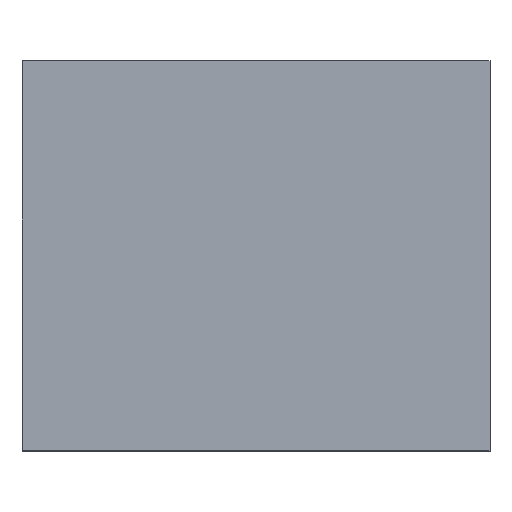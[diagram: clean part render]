
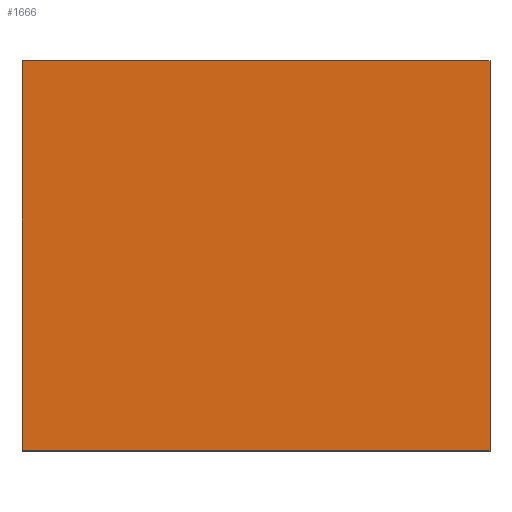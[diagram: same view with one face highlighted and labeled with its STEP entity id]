
A CAD part, top view. The second image highlights one B-rep face of the part: STEP entity #1666.
In plain terms, the highlighted planar face has unit normal (0, 0, 1).
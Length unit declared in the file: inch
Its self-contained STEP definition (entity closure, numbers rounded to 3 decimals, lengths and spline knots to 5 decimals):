
#1 = VERTEX_POINT ( 'NONE', #8488 ) ;
#834 = CARTESIAN_POINT ( 'NONE',  ( 3., 2.5, 0. ) ) ;
#950 = EDGE_LOOP ( 'NONE', ( #6640, #8282, #6760, #4495 ) ) ;
#1125 = CARTESIAN_POINT ( 'NONE',  ( 3., 2.5, 0. ) ) ;
#1174 = LINE ( 'NONE', #3772, #7946 ) ;
#1295 = VERTEX_POINT ( 'NONE', #834 ) ;
#1666 = ADVANCED_FACE ( 'NONE', ( #6870 ), #4253, .F. ) ;
#2041 = AXIS2_PLACEMENT_3D ( 'NONE', #2805, #8285, #4911 ) ;
#2595 = CARTESIAN_POINT ( 'NONE',  ( 0., 2.5, 0. ) ) ;
#2624 = VECTOR ( 'NONE', #6396, 39.37008 ) ;
#2805 = CARTESIAN_POINT ( 'NONE',  ( 0., 2.5, 0. ) ) ;
#3103 = DIRECTION ( 'NONE',  ( 0., -1., 0. ) ) ;
#3483 = CARTESIAN_POINT ( 'NONE',  ( 0., 2.5, 0. ) ) ;
#3490 = EDGE_CURVE ( 'NONE', #1295, #6587, #5861, .T. ) ;
#3759 = EDGE_CURVE ( 'NONE', #4737, #1, #7481, .T. ) ;
#3772 = CARTESIAN_POINT ( 'NONE',  ( 0., 2.5, 0. ) ) ;
#4253 = PLANE ( 'NONE',  #2041 ) ;
#4495 = ORIENTED_EDGE ( 'NONE', *, *, #3759, .T. ) ;
#4737 = VERTEX_POINT ( 'NONE', #2595 ) ;
#4911 = DIRECTION ( 'NONE',  ( -1., 0., 0. ) ) ;
#5609 = CARTESIAN_POINT ( 'NONE',  ( 3., 0., 0. ) ) ;
#5781 = EDGE_CURVE ( 'NONE', #4737, #1295, #1174, .T. ) ;
#5861 = LINE ( 'NONE', #1125, #6101 ) ;
#6049 = EDGE_CURVE ( 'NONE', #1, #6587, #7558, .T. ) ;
#6101 = VECTOR ( 'NONE', #3103, 39.37008 ) ;
#6376 = VECTOR ( 'NONE', #7438, 39.37008 ) ;
#6396 = DIRECTION ( 'NONE',  ( 1., 0., 0. ) ) ;
#6526 = DIRECTION ( 'NONE',  ( 1., 0., 0. ) ) ;
#6587 = VERTEX_POINT ( 'NONE', #5609 ) ;
#6640 = ORIENTED_EDGE ( 'NONE', *, *, #6049, .T. ) ;
#6760 = ORIENTED_EDGE ( 'NONE', *, *, #5781, .F. ) ;
#6870 = FACE_OUTER_BOUND ( 'NONE', #950, .T. ) ;
#6975 = CARTESIAN_POINT ( 'NONE',  ( 0., 0., 0. ) ) ;
#7438 = DIRECTION ( 'NONE',  ( 0., -1., 0. ) ) ;
#7481 = LINE ( 'NONE', #3483, #6376 ) ;
#7558 = LINE ( 'NONE', #6975, #2624 ) ;
#7946 = VECTOR ( 'NONE', #6526, 39.37008 ) ;
#8282 = ORIENTED_EDGE ( 'NONE', *, *, #3490, .F. ) ;
#8285 = DIRECTION ( 'NONE',  ( 0., 0., -1. ) ) ;
#8488 = CARTESIAN_POINT ( 'NONE',  ( 0., 0., 0. ) ) ;
